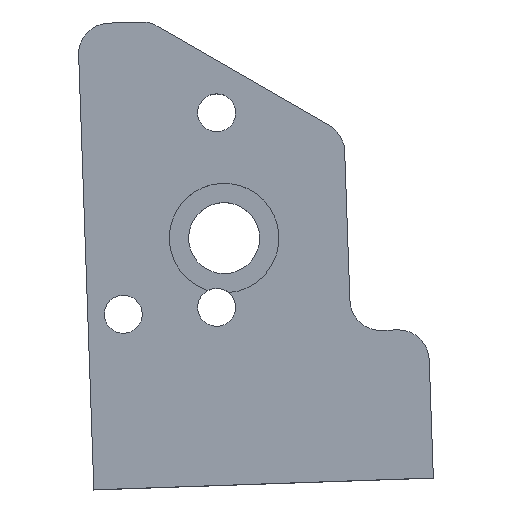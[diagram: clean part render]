
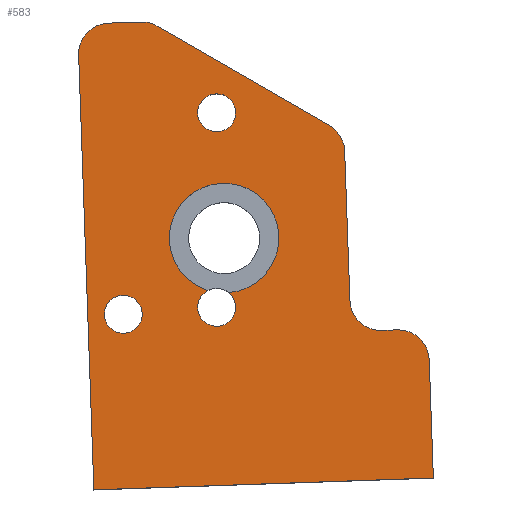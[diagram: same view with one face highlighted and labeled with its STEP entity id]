
A CAD part, top view. The second image highlights one B-rep face of the part: STEP entity #583.
In plain terms, the highlighted planar face has unit normal (0, 0, 1).
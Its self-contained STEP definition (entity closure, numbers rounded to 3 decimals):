
#24=FACE_BOUND('',#84,.T.);
#25=FACE_BOUND('',#85,.T.);
#26=FACE_BOUND('',#86,.T.);
#34=PLANE('',#653);
#48=FACE_OUTER_BOUND('',#83,.T.);
#83=EDGE_LOOP('',(#427,#428,#429,#430,#431,#432,#433,#434,#435,#436,#437,
#438));
#84=EDGE_LOOP('',(#439,#440));
#85=EDGE_LOOP('',(#441,#442,#443));
#86=EDGE_LOOP('',(#444));
#126=LINE('',#965,#168);
#127=LINE('',#967,#169);
#128=LINE('',#969,#170);
#129=LINE('',#973,#171);
#130=LINE('',#977,#172);
#131=LINE('',#981,#173);
#132=LINE('',#984,#174);
#168=VECTOR('',#771,10.);
#169=VECTOR('',#772,10.);
#170=VECTOR('',#773,10.);
#171=VECTOR('',#776,10.);
#172=VECTOR('',#779,10.);
#173=VECTOR('',#782,10.);
#174=VECTOR('',#785,10.);
#198=CIRCLE('',#628,1.23);
#199=CIRCLE('',#629,1.23);
#215=CIRCLE('',#649,3.55);
#218=CIRCLE('',#654,2.);
#219=CIRCLE('',#655,2.);
#220=CIRCLE('',#656,2.);
#221=CIRCLE('',#657,2.);
#222=CIRCLE('',#658,2.);
#223=CIRCLE('',#659,1.23);
#224=CIRCLE('',#660,1.23);
#225=CIRCLE('',#661,1.23);
#242=VERTEX_POINT('',#895);
#243=VERTEX_POINT('',#896);
#266=VERTEX_POINT('',#949);
#268=VERTEX_POINT('',#953);
#270=VERTEX_POINT('',#961);
#271=VERTEX_POINT('',#962);
#272=VERTEX_POINT('',#964);
#273=VERTEX_POINT('',#966);
#274=VERTEX_POINT('',#968);
#275=VERTEX_POINT('',#970);
#276=VERTEX_POINT('',#972);
#277=VERTEX_POINT('',#974);
#278=VERTEX_POINT('',#976);
#279=VERTEX_POINT('',#978);
#280=VERTEX_POINT('',#980);
#281=VERTEX_POINT('',#982);
#282=VERTEX_POINT('',#985);
#283=VERTEX_POINT('',#988);
#304=EDGE_CURVE('',#242,#243,#198,.T.);
#305=EDGE_CURVE('',#243,#242,#199,.T.);
#333=EDGE_CURVE('',#266,#268,#215,.T.);
#336=EDGE_CURVE('',#270,#271,#218,.T.);
#337=EDGE_CURVE('',#270,#272,#126,.T.);
#338=EDGE_CURVE('',#272,#273,#127,.T.);
#339=EDGE_CURVE('',#273,#274,#128,.T.);
#340=EDGE_CURVE('',#275,#274,#219,.T.);
#341=EDGE_CURVE('',#275,#276,#129,.T.);
#342=EDGE_CURVE('',#277,#276,#220,.T.);
#343=EDGE_CURVE('',#277,#278,#130,.T.);
#344=EDGE_CURVE('',#279,#278,#221,.T.);
#345=EDGE_CURVE('',#279,#280,#131,.T.);
#346=EDGE_CURVE('',#281,#280,#222,.T.);
#347=EDGE_CURVE('',#281,#271,#132,.T.);
#348=EDGE_CURVE('',#268,#282,#223,.T.);
#349=EDGE_CURVE('',#282,#266,#224,.T.);
#350=EDGE_CURVE('',#283,#283,#225,.T.);
#427=ORIENTED_EDGE('',*,*,#336,.F.);
#428=ORIENTED_EDGE('',*,*,#337,.T.);
#429=ORIENTED_EDGE('',*,*,#338,.T.);
#430=ORIENTED_EDGE('',*,*,#339,.T.);
#431=ORIENTED_EDGE('',*,*,#340,.F.);
#432=ORIENTED_EDGE('',*,*,#341,.T.);
#433=ORIENTED_EDGE('',*,*,#342,.F.);
#434=ORIENTED_EDGE('',*,*,#343,.T.);
#435=ORIENTED_EDGE('',*,*,#344,.F.);
#436=ORIENTED_EDGE('',*,*,#345,.T.);
#437=ORIENTED_EDGE('',*,*,#346,.F.);
#438=ORIENTED_EDGE('',*,*,#347,.T.);
#439=ORIENTED_EDGE('',*,*,#304,.T.);
#440=ORIENTED_EDGE('',*,*,#305,.T.);
#441=ORIENTED_EDGE('',*,*,#333,.T.);
#442=ORIENTED_EDGE('',*,*,#348,.T.);
#443=ORIENTED_EDGE('',*,*,#349,.T.);
#444=ORIENTED_EDGE('',*,*,#350,.T.);
#583=ADVANCED_FACE('',(#48,#24,#25,#26),#34,.T.);
#628=AXIS2_PLACEMENT_3D('',#897,#705,#706);
#629=AXIS2_PLACEMENT_3D('',#898,#707,#708);
#649=AXIS2_PLACEMENT_3D('',#955,#759,#760);
#653=AXIS2_PLACEMENT_3D('',#960,#767,#768);
#654=AXIS2_PLACEMENT_3D('',#963,#769,#770);
#655=AXIS2_PLACEMENT_3D('',#971,#774,#775);
#656=AXIS2_PLACEMENT_3D('',#975,#777,#778);
#657=AXIS2_PLACEMENT_3D('',#979,#780,#781);
#658=AXIS2_PLACEMENT_3D('',#983,#783,#784);
#659=AXIS2_PLACEMENT_3D('',#986,#786,#787);
#660=AXIS2_PLACEMENT_3D('',#987,#788,#789);
#661=AXIS2_PLACEMENT_3D('',#989,#790,#791);
#705=DIRECTION('center_axis',(0.,0.,-1.));
#706=DIRECTION('ref_axis',(1.,0.,0.));
#707=DIRECTION('center_axis',(0.,0.,-1.));
#708=DIRECTION('ref_axis',(1.,0.,0.));
#759=DIRECTION('center_axis',(0.,0.,-1.));
#760=DIRECTION('ref_axis',(-1.,0.,0.));
#767=DIRECTION('center_axis',(0.,0.,1.));
#768=DIRECTION('ref_axis',(1.,0.,0.));
#769=DIRECTION('center_axis',(0.,0.,-1.));
#770=DIRECTION('ref_axis',(-0.731,0.682,0.));
#771=DIRECTION('',(0.035,-0.999,0.));
#772=DIRECTION('',(0.999,0.035,0.));
#773=DIRECTION('',(-0.035,0.999,0.));
#774=DIRECTION('center_axis',(0.,0.,-1.));
#775=DIRECTION('ref_axis',(0.682,0.731,0.));
#776=DIRECTION('',(-0.999,-0.035,0.));
#777=DIRECTION('center_axis',(0.,0.,1.));
#778=DIRECTION('ref_axis',(-0.682,-0.731,0.));
#779=DIRECTION('',(-0.035,0.999,0.));
#780=DIRECTION('center_axis',(0.,0.,-1.));
#781=DIRECTION('ref_axis',(0.857,0.515,0.));
#782=DIRECTION('',(-0.866,0.5,0.));
#783=DIRECTION('center_axis',(0.,0.,-1.));
#784=DIRECTION('ref_axis',(0.242,0.97,0.));
#785=DIRECTION('',(-0.999,-0.035,0.));
#786=DIRECTION('center_axis',(0.,0.,-1.));
#787=DIRECTION('ref_axis',(-1.,0.,0.));
#788=DIRECTION('center_axis',(0.,0.,-1.));
#789=DIRECTION('ref_axis',(-1.,0.,0.));
#790=DIRECTION('center_axis',(0.,0.,-1.));
#791=DIRECTION('ref_axis',(-1.,0.,0.));
#895=CARTESIAN_POINT('',(-7.818,-42.741,9.));
#896=CARTESIAN_POINT('',(-10.277,-42.741,9.));
#897=CARTESIAN_POINT('Origin',(-9.047,-42.741,9.));
#898=CARTESIAN_POINT('Origin',(-9.047,-42.741,9.));
#949=CARTESIAN_POINT('',(-3.561,-41.202,9.));
#953=CARTESIAN_POINT('',(-2.218,-41.347,9.));
#955=CARTESIAN_POINT('Origin',(-2.516,-37.81,9.));
#960=CARTESIAN_POINT('Origin',(-1.918,-40.847,9.));
#961=CARTESIAN_POINT('',(-11.935,-25.956,9.));
#962=CARTESIAN_POINT('',(-10.006,-23.887,9.));
#963=CARTESIAN_POINT('Origin',(-9.936,-25.886,9.));
#964=CARTESIAN_POINT('',(-10.952,-54.114,9.));
#965=CARTESIAN_POINT('',(-10.952,-54.114,9.));
#966=CARTESIAN_POINT('',(11.035,-53.346,9.));
#967=CARTESIAN_POINT('',(11.035,-53.346,9.));
#968=CARTESIAN_POINT('',(10.767,-45.681,9.));
#969=CARTESIAN_POINT('',(10.697,-43.682,9.));
#970=CARTESIAN_POINT('',(8.699,-43.752,9.));
#971=CARTESIAN_POINT('Origin',(8.768,-45.751,9.));
#972=CARTESIAN_POINT('',(7.699,-43.787,9.));
#973=CARTESIAN_POINT('',(5.7,-43.857,9.));
#974=CARTESIAN_POINT('',(5.631,-41.858,9.));
#975=CARTESIAN_POINT('Origin',(7.629,-41.788,9.));
#976=CARTESIAN_POINT('',(5.293,-32.178,9.));
#977=CARTESIAN_POINT('',(5.254,-31.071,9.));
#978=CARTESIAN_POINT('',(4.294,-30.516,9.));
#979=CARTESIAN_POINT('Origin',(3.294,-32.248,9.));
#980=CARTESIAN_POINT('',(-6.852,-24.081,9.));
#981=CARTESIAN_POINT('',(-7.349,-23.794,9.));
#982=CARTESIAN_POINT('',(-7.922,-23.814,9.));
#983=CARTESIAN_POINT('Origin',(-7.852,-25.813,9.));
#984=CARTESIAN_POINT('',(-12.005,-23.957,9.));
#985=CARTESIAN_POINT('',(-1.771,-42.296,9.));
#986=CARTESIAN_POINT('Origin',(-3.,-42.296,9.));
#987=CARTESIAN_POINT('Origin',(-3.,-42.296,9.));
#988=CARTESIAN_POINT('',(-1.771,-29.696,9.));
#989=CARTESIAN_POINT('Origin',(-3.,-29.696,9.));
